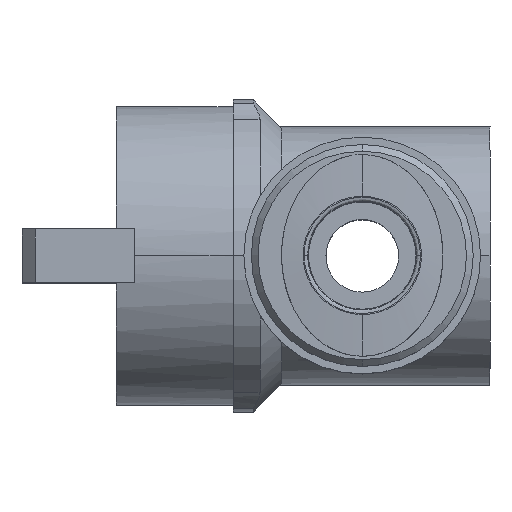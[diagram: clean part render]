
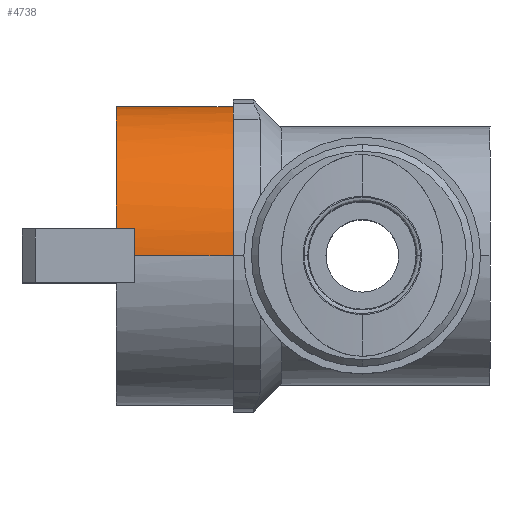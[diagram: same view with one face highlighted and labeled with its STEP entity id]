
A CAD part, top view. The second image highlights one B-rep face of the part: STEP entity #4738.
In plain terms, the highlighted cylindrical face has radius 11.1 mm (diameter 22.2 mm), a partial arc.
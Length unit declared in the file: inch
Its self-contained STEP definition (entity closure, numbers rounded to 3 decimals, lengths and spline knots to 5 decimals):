
#14 = DIRECTION ( 'NONE',  ( 1., 0., 0. ) ) ;
#30 = DIRECTION ( 'NONE',  ( 1., 0., 0. ) ) ;
#73 = EDGE_CURVE ( 'NONE', #3519, #4940, #3743, .T. ) ;
#75 = FACE_OUTER_BOUND ( 'NONE', #3879, .T. ) ;
#133 = CARTESIAN_POINT ( 'NONE',  ( -0.52362, 0., -0.43701 ) ) ;
#190 = DIRECTION ( 'NONE',  ( -1., 0., 0. ) ) ;
#233 = CARTESIAN_POINT ( 'NONE',  ( -0.52362, 0., 0. ) ) ;
#262 = DIRECTION ( 'NONE',  ( -1., 0., 0. ) ) ;
#298 = CARTESIAN_POINT ( 'NONE',  ( -0.29921, 0., 0.43701 ) ) ;
#602 = EDGE_CURVE ( 'NONE', #2462, #2156, #4388, .T. ) ;
#606 = ORIENTED_EDGE ( 'NONE', *, *, #1801, .F. ) ;
#648 = DIRECTION ( 'NONE',  ( 0., 0., 1. ) ) ;
#663 = VERTEX_POINT ( 'NONE', #4211 ) ;
#747 = EDGE_CURVE ( 'NONE', #3942, #3519, #848, .T. ) ;
#764 = AXIS2_PLACEMENT_3D ( 'NONE', #233, #3106, #648 ) ;
#847 = EDGE_CURVE ( 'NONE', #3397, #663, #3616, .T. ) ;
#848 = CIRCLE ( 'NONE', #764, 0.43701 ) ;
#863 = CARTESIAN_POINT ( 'NONE',  ( -0.29921, 0., 0. ) ) ;
#904 = VECTOR ( 'NONE', #1776, 39.37008 ) ;
#919 = CYLINDRICAL_SURFACE ( 'NONE', #2040, 0.43701 ) ;
#940 = ORIENTED_EDGE ( 'NONE', *, *, #847, .F. ) ;
#984 = CARTESIAN_POINT ( 'NONE',  ( -0.64173, 0.07874, -0.42986 ) ) ;
#1089 = VECTOR ( 'NONE', #190, 39.37008 ) ;
#1092 = CARTESIAN_POINT ( 'NONE',  ( -0.29921, 0., 0. ) ) ;
#1121 = VERTEX_POINT ( 'NONE', #2637 ) ;
#1270 = DIRECTION ( 'NONE',  ( 0., 0., 1. ) ) ;
#1321 = CARTESIAN_POINT ( 'NONE',  ( -0.58782, 0.07874, 0.42986 ) ) ;
#1391 = EDGE_CURVE ( 'NONE', #2198, #3942, #3287, .T. ) ;
#1471 = CARTESIAN_POINT ( 'NONE',  ( -0.52362, 0., 0. ) ) ;
#1475 = CARTESIAN_POINT ( 'NONE',  ( -0.29921, 0.07874, -0.42986 ) ) ;
#1507 = CARTESIAN_POINT ( 'NONE',  ( -0.29921, 0.07874, -0.42986 ) ) ;
#1601 = DIRECTION ( 'NONE',  ( 1., 0., 0. ) ) ;
#1675 = AXIS2_PLACEMENT_3D ( 'NONE', #4069, #1601, #4487 ) ;
#1709 = CARTESIAN_POINT ( 'NONE',  ( -0.58782, 0., 0.43701 ) ) ;
#1776 = DIRECTION ( 'NONE',  ( -1., 0., 0. ) ) ;
#1801 = EDGE_CURVE ( 'NONE', #2462, #4343, #4060, .T. ) ;
#1873 = DIRECTION ( 'NONE',  ( 1., 0., 0. ) ) ;
#1894 = VERTEX_POINT ( 'NONE', #984 ) ;
#2040 = AXIS2_PLACEMENT_3D ( 'NONE', #1092, #4398, #5229 ) ;
#2043 = EDGE_CURVE ( 'NONE', #2198, #3397, #2182, .T. ) ;
#2049 = EDGE_CURVE ( 'NONE', #663, #3703, #4127, .T. ) ;
#2156 = VERTEX_POINT ( 'NONE', #1709 ) ;
#2182 = CIRCLE ( 'NONE', #4310, 0.43701 ) ;
#2198 = VERTEX_POINT ( 'NONE', #3789 ) ;
#2302 = CARTESIAN_POINT ( 'NONE',  ( -0.29921, 0., 0. ) ) ;
#2462 = VERTEX_POINT ( 'NONE', #1321 ) ;
#2491 = CARTESIAN_POINT ( 'NONE',  ( -0.64173, 0., 0. ) ) ;
#2498 = ORIENTED_EDGE ( 'NONE', *, *, #4747, .F. ) ;
#2501 = CARTESIAN_POINT ( 'NONE',  ( -0.26772, 0., 0. ) ) ;
#2517 = VECTOR ( 'NONE', #3157, 39.37008 ) ;
#2518 = CARTESIAN_POINT ( 'NONE',  ( -0.29921, 0.433, 0.05906 ) ) ;
#2637 = CARTESIAN_POINT ( 'NONE',  ( -0.29921, 0., 0.43701 ) ) ;
#2668 = ORIENTED_EDGE ( 'NONE', *, *, #3262, .T. ) ;
#2710 = DIRECTION ( 'NONE',  ( 0., 0., 1. ) ) ;
#2728 = DIRECTION ( 'NONE',  ( 0., 0., 1. ) ) ;
#2760 = DIRECTION ( 'NONE',  ( -1., 0., 0. ) ) ;
#2819 = ORIENTED_EDGE ( 'NONE', *, *, #2049, .F. ) ;
#2855 = VECTOR ( 'NONE', #262, 39.37008 ) ;
#2898 = DIRECTION ( 'NONE',  ( 0., 0., 1. ) ) ;
#2910 = DIRECTION ( 'NONE',  ( 0., 0., 1. ) ) ;
#3008 = EDGE_CURVE ( 'NONE', #1894, #4343, #3318, .T. ) ;
#3039 = ORIENTED_EDGE ( 'NONE', *, *, #1391, .T. ) ;
#3067 = ORIENTED_EDGE ( 'NONE', *, *, #747, .T. ) ;
#3105 = LINE ( 'NONE', #298, #5172 ) ;
#3106 = DIRECTION ( 'NONE',  ( 1., 0., 0. ) ) ;
#3157 = DIRECTION ( 'NONE',  ( -1., 0., 0. ) ) ;
#3262 = EDGE_CURVE ( 'NONE', #1121, #3703, #4609, .T. ) ;
#3267 = AXIS2_PLACEMENT_3D ( 'NONE', #1471, #1873, #2710 ) ;
#3287 = LINE ( 'NONE', #3885, #1089 ) ;
#3318 = CIRCLE ( 'NONE', #3995, 0.43701 ) ;
#3397 = VERTEX_POINT ( 'NONE', #4825 ) ;
#3519 = VERTEX_POINT ( 'NONE', #4882 ) ;
#3616 = LINE ( 'NONE', #1507, #2517 ) ;
#3652 = CARTESIAN_POINT ( 'NONE',  ( -0.64173, 0.07874, 0.42986 ) ) ;
#3703 = VERTEX_POINT ( 'NONE', #2518 ) ;
#3733 = DIRECTION ( 'NONE',  ( 1., 0., 0. ) ) ;
#3743 = CIRCLE ( 'NONE', #3267, 0.43701 ) ;
#3789 = CARTESIAN_POINT ( 'NONE',  ( -0.26772, 0., -0.43701 ) ) ;
#3879 = EDGE_LOOP ( 'NONE', ( #4393, #3039, #3067, #4540, #4543, #4289, #606, #4608, #2498, #2668, #2819, #940 ) ) ;
#3885 = CARTESIAN_POINT ( 'NONE',  ( -0.29921, 0., -0.43701 ) ) ;
#3942 = VERTEX_POINT ( 'NONE', #133 ) ;
#3995 = AXIS2_PLACEMENT_3D ( 'NONE', #2491, #14, #2898 ) ;
#4060 = LINE ( 'NONE', #4246, #904 ) ;
#4069 = CARTESIAN_POINT ( 'NONE',  ( -0.58782, 0., 0. ) ) ;
#4127 = CIRCLE ( 'NONE', #4586, 0.43701 ) ;
#4211 = CARTESIAN_POINT ( 'NONE',  ( -0.29921, 0.07874, -0.42986 ) ) ;
#4225 = EDGE_CURVE ( 'NONE', #4940, #1894, #5049, .T. ) ;
#4246 = CARTESIAN_POINT ( 'NONE',  ( -0.74566, 0.07874, 0.42986 ) ) ;
#4289 = ORIENTED_EDGE ( 'NONE', *, *, #3008, .T. ) ;
#4310 = AXIS2_PLACEMENT_3D ( 'NONE', #2501, #30, #2910 ) ;
#4343 = VERTEX_POINT ( 'NONE', #3652 ) ;
#4388 = CIRCLE ( 'NONE', #1675, 0.43701 ) ;
#4393 = ORIENTED_EDGE ( 'NONE', *, *, #2043, .F. ) ;
#4398 = DIRECTION ( 'NONE',  ( -1., 0., 0. ) ) ;
#4449 = AXIS2_PLACEMENT_3D ( 'NONE', #2302, #5203, #2728 ) ;
#4487 = DIRECTION ( 'NONE',  ( 0., 0., 1. ) ) ;
#4540 = ORIENTED_EDGE ( 'NONE', *, *, #73, .T. ) ;
#4543 = ORIENTED_EDGE ( 'NONE', *, *, #4225, .T. ) ;
#4586 = AXIS2_PLACEMENT_3D ( 'NONE', #863, #3733, #1270 ) ;
#4608 = ORIENTED_EDGE ( 'NONE', *, *, #602, .T. ) ;
#4609 = CIRCLE ( 'NONE', #4449, 0.43701 ) ;
#4666 = CARTESIAN_POINT ( 'NONE',  ( -0.52362, 0.07874, -0.42986 ) ) ;
#4738 = ADVANCED_FACE ( 'NONE', ( #75 ), #919, .T. ) ;
#4747 = EDGE_CURVE ( 'NONE', #1121, #2156, #3105, .T. ) ;
#4825 = CARTESIAN_POINT ( 'NONE',  ( -0.26772, 0.07874, -0.42986 ) ) ;
#4882 = CARTESIAN_POINT ( 'NONE',  ( -0.52362, 0.03543, -0.43557 ) ) ;
#4940 = VERTEX_POINT ( 'NONE', #4666 ) ;
#5049 = LINE ( 'NONE', #1475, #2855 ) ;
#5172 = VECTOR ( 'NONE', #2760, 39.37008 ) ;
#5203 = DIRECTION ( 'NONE',  ( -1., 0., 0. ) ) ;
#5229 = DIRECTION ( 'NONE',  ( 0., 0., 1. ) ) ;
